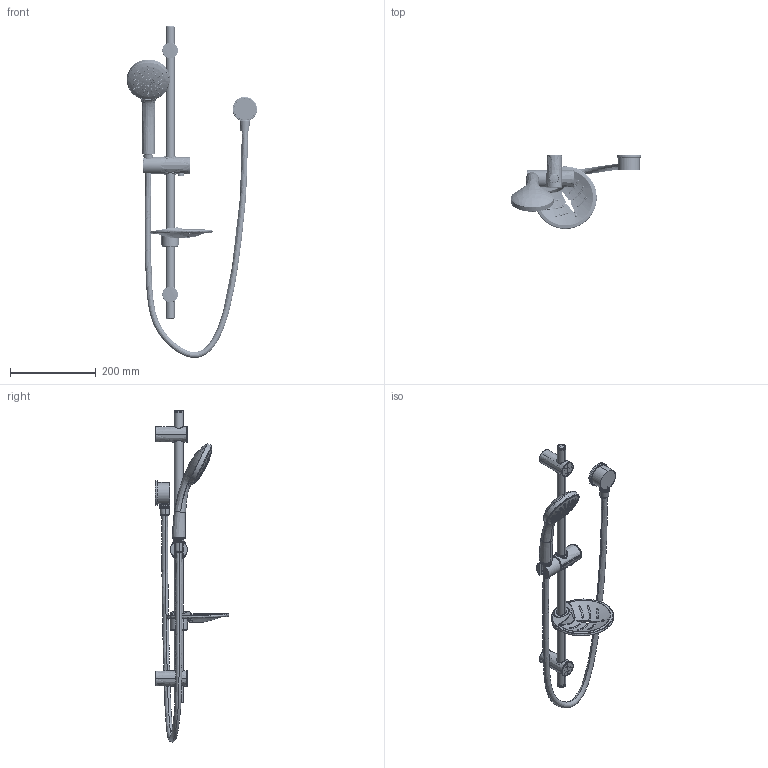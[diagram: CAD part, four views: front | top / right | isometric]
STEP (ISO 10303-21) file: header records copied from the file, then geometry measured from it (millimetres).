
FILE_DESCRIPTION(/* description */ (''),/* implementation_level */ '2;1');
FILE_NAME(/* name */ 'STEP - Posh Solus MK3 Rail Shower 1 Function Chrome (4 Star)',/* time_stamp */ '2025-05-27T14:51:02+10:00',/* author */ (''),/* organization */ (''),/* preprocessor_version */ 'ST-DEVELOPER v16.5',/* originating_system */ 'Rhino 7.37',/* authorisation */ '');
FILE_SCHEMA (('AUTOMOTIVE_DESIGN'));
Length unit declared in the file: millimetre
Products named in the file (1): Document
Bounding box: 303.89 x 171.69 x 775.07 mm (x, y, z)
Volume: 465036.2 mm3; surface area: 414937.2 mm2
Topology: 18 solids, 22 shells, 3041 faces, 7441 edges, 4675 vertices
Faces by surface type: bspline 1813, plane 616, cylinder 612
Entity records: 224380 total; most frequent: CARTESIAN_POINT 178325, ORIENTED_EDGE 14825, EDGE_CURVE 7431, VERTEX_POINT 4680, B_SPLINE_CURVE_WITH_KNOTS 4672, EDGE_LOOP 3635, ADVANCED_FACE 3041, FACE_OUTER_BOUND 3041
